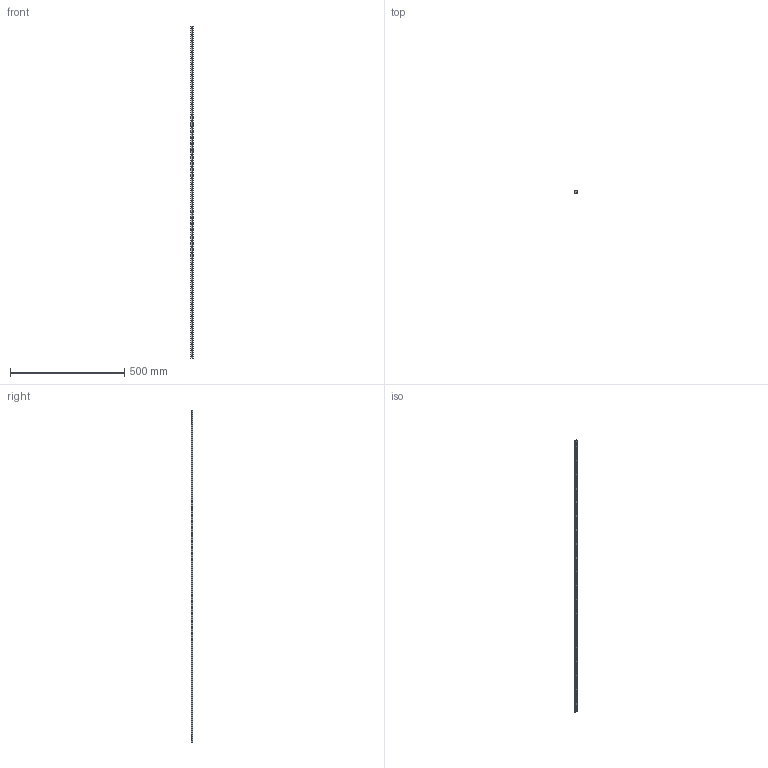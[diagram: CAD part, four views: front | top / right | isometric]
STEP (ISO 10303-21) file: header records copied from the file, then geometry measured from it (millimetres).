
FILE_DESCRIPTION (( 'STEP AP214' ), '1' );
FILE_NAME ('MGN12 LINEAR GUIDE RAIL, CONFIGURABLE, 1450 mm.STEP', '2018-10-15T06:56:46', ( '' ), ( '' ), 'SwSTEP 2.0', 'SolidWorks 2018', '' );
FILE_SCHEMA (( 'AUTOMOTIVE_DESIGN' ));
Length unit declared in the file: millimetre
Products named in the file (2): MGN12 LINEAR GUIDE RAIL, CONFIGURABLE, 1450 mm
Bounding box: 11.97 x 8 x 1450 mm (x, y, z)
Volume: 122334.6 mm3; surface area: 67806.4 mm2
Topology: 1 solids, 1 shells, 328 faces, 978 edges, 652 vertices
Faces by surface type: cylinder 251, plane 77
Entity records: 12029 total; most frequent: CARTESIAN_POINT 2482, DIRECTION 2140, ORIENTED_EDGE 1956, EDGE_CURVE 978, AXIS2_PLACEMENT_3D 890, VERTEX_POINT 652, CIRCLE 560, EDGE_LOOP 444
